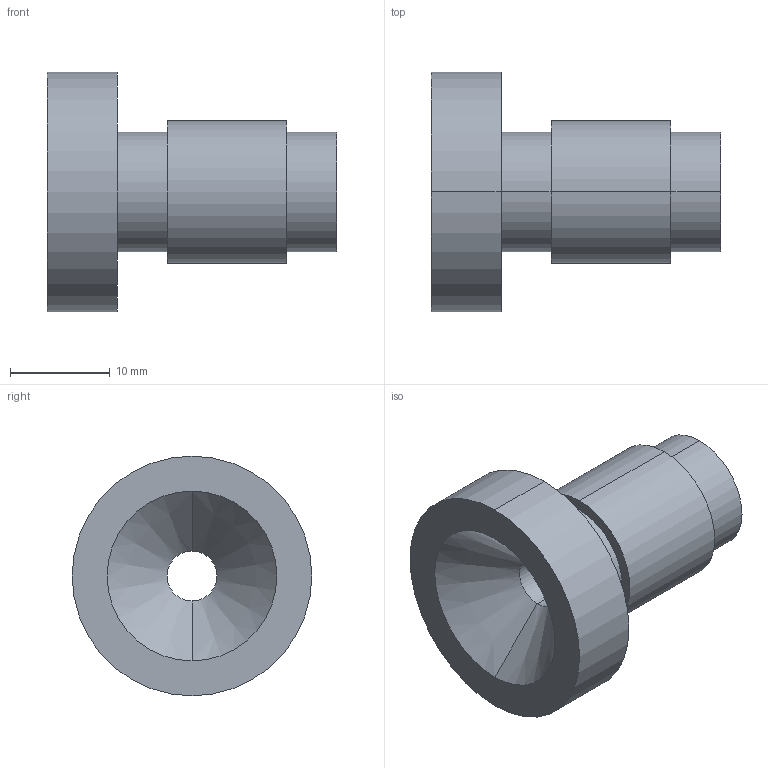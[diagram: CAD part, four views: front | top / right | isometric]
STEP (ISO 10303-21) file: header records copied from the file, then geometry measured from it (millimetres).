
FILE_DESCRIPTION (( 'STEP AP203' ), '1' );
FILE_NAME ('drop_tube_small.STEP', '2021-11-06T02:06:16', ( '' ), ( '' ), 'SwSTEP 2.0', 'SolidWorks 2020', '' );
FILE_SCHEMA (( 'CONFIG_CONTROL_DESIGN' ));
Length unit declared in the file: millimetre
Products named in the file (1): drop_tube_small
Bounding box: 29 x 24 x 24 mm (x, y, z)
Volume: 4771.9 mm3; surface area: 2890 mm2
Topology: 1 solids, 1 shells, 19 faces, 38 edges, 24 vertices
Faces by surface type: cylinder 10, plane 5, cone 4
Entity records: 585 total; most frequent: DIRECTION 102, CARTESIAN_POINT 82, ORIENTED_EDGE 76, AXIS2_PLACEMENT_3D 44, EDGE_CURVE 38, VERTEX_POINT 24, CIRCLE 24, EDGE_LOOP 24
